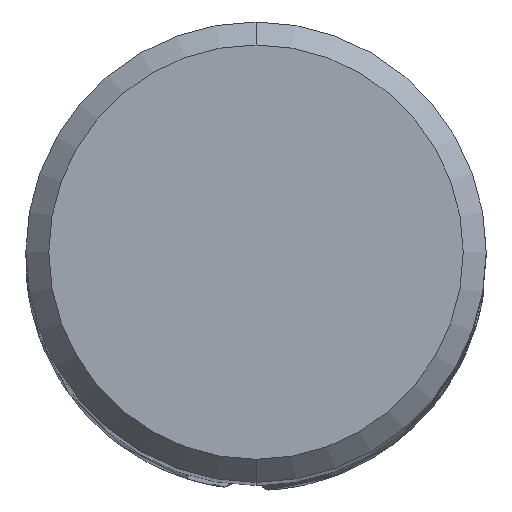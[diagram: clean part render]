
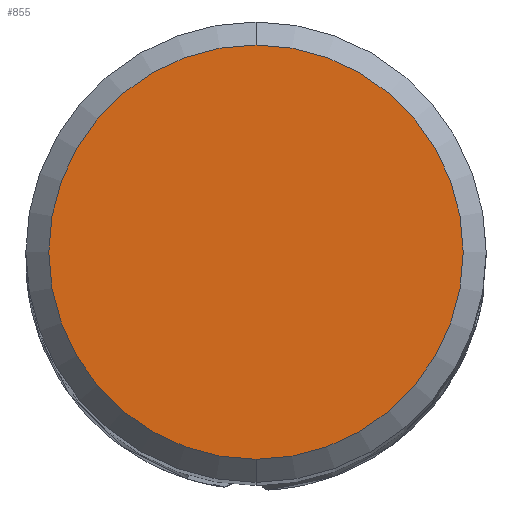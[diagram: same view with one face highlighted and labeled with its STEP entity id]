
A CAD part, top view. The second image highlights one B-rep face of the part: STEP entity #855.
In plain terms, the highlighted planar face has unit normal (0, 0, 1).
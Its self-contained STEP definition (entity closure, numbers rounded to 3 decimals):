
#779=EDGE_CURVE('',#2095,#1513,#2211,.T.);
#855=ADVANCED_FACE('',(#2294),#2295,.T.);
#1513=VERTEX_POINT('',#3013);
#1581=EDGE_CURVE('',#1513,#2095,#3085,.T.);
#2095=VERTEX_POINT('',#3641);
#2211=CIRCLE('',#3803,4.5);
#2294=FACE_OUTER_BOUND('',#4317,.T.);
#2295=PLANE('',#4318);
#3013=CARTESIAN_POINT('',(0.0,4.5,0.0));
#3085=CIRCLE('',#9731,4.5);
#3641=CARTESIAN_POINT('',(0.,-4.5,0.0));
#3803=AXIS2_PLACEMENT_3D('',#12603,#12604,#12605);
#4317=EDGE_LOOP('',(#12723,#12724));
#4318=AXIS2_PLACEMENT_3D('',#12725,#12726,#12727);
#9731=AXIS2_PLACEMENT_3D('',#13516,#13517,#13518);
#12603=CARTESIAN_POINT('',(0.0,0.0,0.0));
#12604=DIRECTION('',(0.0,0.0,-1.0));
#12605=DIRECTION('',(0.0,1.0,0.0));
#12723=ORIENTED_EDGE('',*,*,#1581,.F.);
#12724=ORIENTED_EDGE('',*,*,#779,.F.);
#12725=CARTESIAN_POINT('',(0.0,2.25,0.0));
#12726=DIRECTION('',(-0.0,0.0,1.0));
#12727=DIRECTION('',(0.0,-1.0,0.0));
#13516=CARTESIAN_POINT('',(0.0,0.0,0.0));
#13517=DIRECTION('',(0.0,0.0,-1.0));
#13518=DIRECTION('',(0.0,1.0,0.0));
